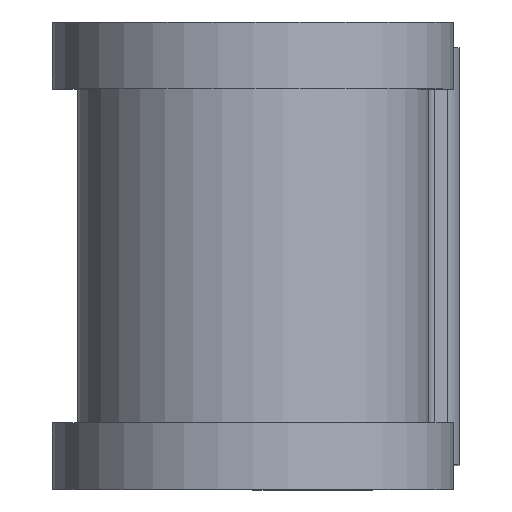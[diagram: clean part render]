
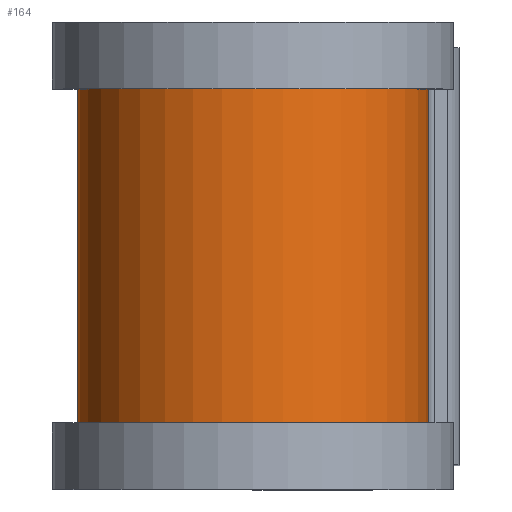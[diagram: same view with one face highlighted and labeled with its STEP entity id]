
A CAD part, top view. The second image highlights one B-rep face of the part: STEP entity #164.
In plain terms, the highlighted cylindrical face has radius 10.681 mm (diameter 21.361 mm), a partial arc.
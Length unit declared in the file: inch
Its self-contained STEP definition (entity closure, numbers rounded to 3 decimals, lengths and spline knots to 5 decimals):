
#43 = VECTOR ( 'NONE', #1367, 39.37008 ) ;
#164 = ADVANCED_FACE ( 'NONE', ( #1086 ), #1597, .T. ) ;
#198 = EDGE_CURVE ( 'NONE', #944, #1013, #1169, .T. ) ;
#331 = ORIENTED_EDGE ( 'NONE', *, *, #1754, .T. ) ;
#434 = VERTEX_POINT ( 'NONE', #534 ) ;
#438 = CARTESIAN_POINT ( 'NONE',  ( 0., -0.4, 0. ) ) ;
#477 = CARTESIAN_POINT ( 'NONE',  ( 0.4205, -0.4, 0. ) ) ;
#479 = DIRECTION ( 'NONE',  ( 0., -1., 0. ) ) ;
#534 = CARTESIAN_POINT ( 'NONE',  ( 0.4205, 0.4, 0. ) ) ;
#609 = VERTEX_POINT ( 'NONE', #1683 ) ;
#621 = LINE ( 'NONE', #1376, #43 ) ;
#658 = AXIS2_PLACEMENT_3D ( 'NONE', #685, #1599, #824 ) ;
#685 = CARTESIAN_POINT ( 'NONE',  ( 0., 0.4, 0. ) ) ;
#711 = DIRECTION ( 'NONE',  ( 0., 0., -1. ) ) ;
#730 = CARTESIAN_POINT ( 'NONE',  ( 0., 0.5, 0. ) ) ;
#752 = ORIENTED_EDGE ( 'NONE', *, *, #1500, .F. ) ;
#777 = CARTESIAN_POINT ( 'NONE',  ( 0., -0.4, -0.4205 ) ) ;
#809 = DIRECTION ( 'NONE',  ( 0., 0., -1. ) ) ;
#824 = DIRECTION ( 'NONE',  ( 0., 0., -1. ) ) ;
#863 = DIRECTION ( 'NONE',  ( 0., -1., 0. ) ) ;
#904 = ORIENTED_EDGE ( 'NONE', *, *, #198, .F. ) ;
#944 = VERTEX_POINT ( 'NONE', #477 ) ;
#994 = ORIENTED_EDGE ( 'NONE', *, *, #1154, .T. ) ;
#1013 = VERTEX_POINT ( 'NONE', #777 ) ;
#1086 = FACE_OUTER_BOUND ( 'NONE', #1135, .T. ) ;
#1095 = AXIS2_PLACEMENT_3D ( 'NONE', #730, #863, #711 ) ;
#1135 = EDGE_LOOP ( 'NONE', ( #752, #331, #994, #904 ) ) ;
#1154 = EDGE_CURVE ( 'NONE', #609, #1013, #621, .T. ) ;
#1169 = CIRCLE ( 'NONE', #1192, 0.4205 ) ;
#1192 = AXIS2_PLACEMENT_3D ( 'NONE', #438, #479, #809 ) ;
#1302 = CARTESIAN_POINT ( 'NONE',  ( 0.4205, 0.5, 0. ) ) ;
#1320 = CIRCLE ( 'NONE', #658, 0.4205 ) ;
#1348 = VECTOR ( 'NONE', #1436, 39.37008 ) ;
#1367 = DIRECTION ( 'NONE',  ( 0., -1., 0. ) ) ;
#1376 = CARTESIAN_POINT ( 'NONE',  ( 0., 0.5, -0.4205 ) ) ;
#1415 = LINE ( 'NONE', #1302, #1348 ) ;
#1436 = DIRECTION ( 'NONE',  ( 0., -1., 0. ) ) ;
#1500 = EDGE_CURVE ( 'NONE', #434, #944, #1415, .T. ) ;
#1597 = CYLINDRICAL_SURFACE ( 'NONE', #1095, 0.4205 ) ;
#1599 = DIRECTION ( 'NONE',  ( 0., -1., 0. ) ) ;
#1683 = CARTESIAN_POINT ( 'NONE',  ( 0., 0.4, -0.4205 ) ) ;
#1754 = EDGE_CURVE ( 'NONE', #434, #609, #1320, .T. ) ;
